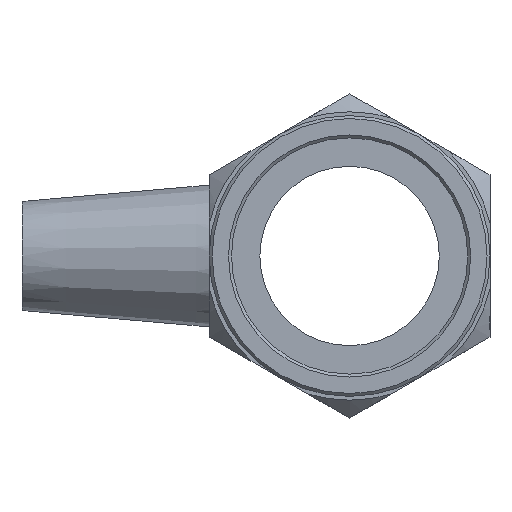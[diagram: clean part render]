
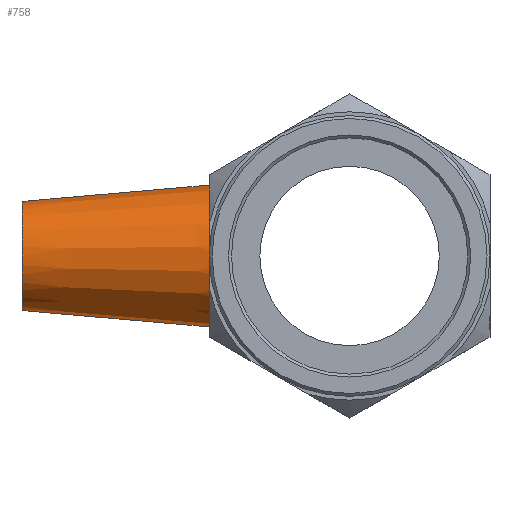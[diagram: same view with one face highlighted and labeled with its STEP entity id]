
A CAD part, left-side view. The second image highlights one B-rep face of the part: STEP entity #758.
In plain terms, the highlighted conical face has half-angle 5 degrees and reference radius 7 mm.
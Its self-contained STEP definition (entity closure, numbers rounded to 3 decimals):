
#16=B_SPLINE_CURVE_WITH_KNOTS('',3,(#1375,#1376,#1377,#1378,#1379,#1380,
#1381,#1382,#1383,#1384,#1385,#1386,#1387,#1388,#1389,#1390,#1391,#1392,
#1393,#1394,#1395,#1396,#1397,#1398,#1399,#1400,#1401,#1402,#1403,#1404,
#1405,#1406,#1407,#1408),.UNSPECIFIED.,.T.,.F.,(4,2,2,2,2,2,2,2,2,2,2,2,
2,2,2,2,4),(0.,0.348,0.697,1.046,1.396,
1.745,2.095,2.443,2.791,3.17,
3.549,3.914,4.28,4.646,5.011,
5.39,5.769),.UNSPECIFIED.);
#143=FACE_BOUND('',#274,.T.);
#199=FACE_OUTER_BOUND('',#273,.T.);
#273=EDGE_LOOP('',(#674));
#274=EDGE_LOOP('',(#675));
#329=CIRCLE('',#850,7.);
#398=VERTEX_POINT('',#1332);
#401=VERTEX_POINT('',#1374);
#493=EDGE_CURVE('',#398,#398,#329,.T.);
#496=EDGE_CURVE('',#401,#401,#16,.T.);
#674=ORIENTED_EDGE('',*,*,#493,.T.);
#675=ORIENTED_EDGE('',*,*,#496,.F.);
#708=CONICAL_SURFACE('',#854,7.,5.);
#758=ADVANCED_FACE('',(#199,#143),#708,.T.);
#850=AXIS2_PLACEMENT_3D('',#1333,#1057,#1058);
#854=AXIS2_PLACEMENT_3D('',#1373,#1065,#1066);
#1057=DIRECTION('center_axis',(0.,-1.,0.));
#1058=DIRECTION('ref_axis',(1.,0.,0.));
#1065=DIRECTION('center_axis',(0.,-1.,0.));
#1066=DIRECTION('ref_axis',(1.,0.,0.));
#1332=CARTESIAN_POINT('',(-35.,42.,0.));
#1333=CARTESIAN_POINT('Origin',(-28.,42.,0.));
#1373=CARTESIAN_POINT('Origin',(-28.,42.,0.));
#1374=CARTESIAN_POINT('',(-28.4,14.124,9.43));
#1375=CARTESIAN_POINT('Ctrl Pts',(-28.4,14.124,9.43));
#1376=CARTESIAN_POINT('Ctrl Pts',(-29.558,14.059,9.387));
#1377=CARTESIAN_POINT('Ctrl Pts',(-30.768,14.16,9.101));
#1378=CARTESIAN_POINT('Ctrl Pts',(-32.95,14.599,8.078));
#1379=CARTESIAN_POINT('Ctrl Pts',(-33.926,14.924,7.343));
#1380=CARTESIAN_POINT('Ctrl Pts',(-35.458,15.517,5.696));
#1381=CARTESIAN_POINT('Ctrl Pts',(-36.126,15.829,4.664));
#1382=CARTESIAN_POINT('Ctrl Pts',(-37.017,16.266,2.399));
#1383=CARTESIAN_POINT('Ctrl Pts',(-37.241,16.386,1.165));
#1384=CARTESIAN_POINT('Ctrl Pts',(-37.241,16.386,-1.165));
#1385=CARTESIAN_POINT('Ctrl Pts',(-37.017,16.266,-2.399));
#1386=CARTESIAN_POINT('Ctrl Pts',(-36.126,15.829,-4.664));
#1387=CARTESIAN_POINT('Ctrl Pts',(-35.458,15.517,-5.696));
#1388=CARTESIAN_POINT('Ctrl Pts',(-33.926,14.924,-7.343));
#1389=CARTESIAN_POINT('Ctrl Pts',(-32.95,14.599,-8.078));
#1390=CARTESIAN_POINT('Ctrl Pts',(-30.768,14.16,-9.101));
#1391=CARTESIAN_POINT('Ctrl Pts',(-29.558,14.059,-9.387));
#1392=CARTESIAN_POINT('Ctrl Pts',(-27.14,14.195,-9.478));
#1393=CARTESIAN_POINT('Ctrl Pts',(-25.838,14.465,-9.245));
#1394=CARTESIAN_POINT('Ctrl Pts',(-23.482,15.221,-8.276));
#1395=CARTESIAN_POINT('Ctrl Pts',(-22.424,15.695,-7.54));
#1396=CARTESIAN_POINT('Ctrl Pts',(-20.783,16.509,-5.867));
#1397=CARTESIAN_POINT('Ctrl Pts',(-20.071,16.912,-4.823));
#1398=CARTESIAN_POINT('Ctrl Pts',(-19.113,17.473,-2.499));
#1399=CARTESIAN_POINT('Ctrl Pts',(-18.868,17.626,-1.218));
#1400=CARTESIAN_POINT('Ctrl Pts',(-18.868,17.626,1.218));
#1401=CARTESIAN_POINT('Ctrl Pts',(-19.113,17.473,2.499));
#1402=CARTESIAN_POINT('Ctrl Pts',(-20.071,16.912,4.823));
#1403=CARTESIAN_POINT('Ctrl Pts',(-20.783,16.509,5.867));
#1404=CARTESIAN_POINT('Ctrl Pts',(-22.424,15.695,7.54));
#1405=CARTESIAN_POINT('Ctrl Pts',(-23.482,15.221,8.276));
#1406=CARTESIAN_POINT('Ctrl Pts',(-25.838,14.465,9.245));
#1407=CARTESIAN_POINT('Ctrl Pts',(-27.14,14.195,9.478));
#1408=CARTESIAN_POINT('Ctrl Pts',(-28.4,14.124,9.43));
